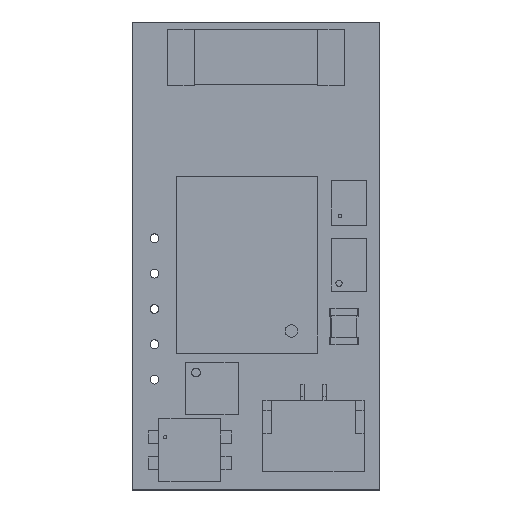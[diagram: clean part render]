
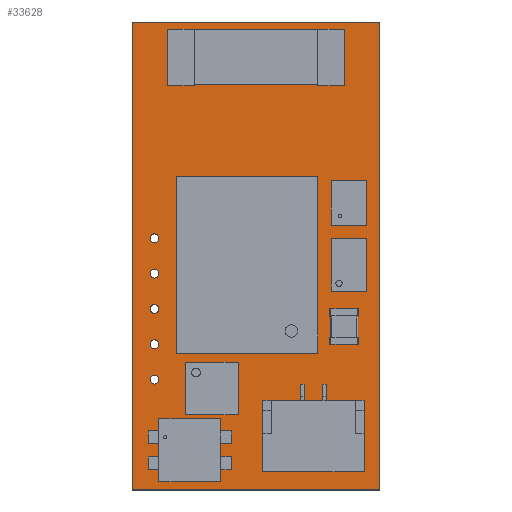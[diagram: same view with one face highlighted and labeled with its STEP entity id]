
A CAD part, top view. The second image highlights one B-rep face of the part: STEP entity #33628.
In plain terms, the highlighted planar face has unit normal (0, 0, 1).
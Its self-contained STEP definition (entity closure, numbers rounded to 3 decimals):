
#33439 = VERTEX_POINT('',#33440);
#33440 = CARTESIAN_POINT('',(82.5,-78.,0.901));
#33446 = EDGE_CURVE('',#33439,#33447,#33449,.T.);
#33447 = VERTEX_POINT('',#33448);
#33448 = CARTESIAN_POINT('',(68.5,-78.,0.901));
#33449 = LINE('',#33450,#33451);
#33450 = CARTESIAN_POINT('',(82.5,-78.,0.901));
#33451 = VECTOR('',#33452,1.);
#33452 = DIRECTION('',(-1.,0.,0.));
#33479 = VERTEX_POINT('',#33480);
#33480 = CARTESIAN_POINT('',(82.5,-51.5,0.901));
#33486 = EDGE_CURVE('',#33479,#33439,#33487,.T.);
#33487 = LINE('',#33488,#33489);
#33488 = CARTESIAN_POINT('',(82.5,-51.5,0.901));
#33489 = VECTOR('',#33490,1.);
#33490 = DIRECTION('',(0.,-1.,0.));
#33508 = EDGE_CURVE('',#33447,#33509,#33511,.T.);
#33509 = VERTEX_POINT('',#33510);
#33510 = CARTESIAN_POINT('',(68.5,-51.5,0.901));
#33511 = LINE('',#33512,#33513);
#33512 = CARTESIAN_POINT('',(68.5,-78.,0.901));
#33513 = VECTOR('',#33514,1.);
#33514 = DIRECTION('',(0.,1.,0.));
#33628 = ADVANCED_FACE('',(#33629,#33640,#33651,#33662,#33673,#33684,
    #33695,#33706),#33717,.T.);
#33629 = FACE_BOUND('',#33630,.T.);
#33630 = EDGE_LOOP('',(#33631,#33632,#33633,#33639));
#33631 = ORIENTED_EDGE('',*,*,#33446,.F.);
#33632 = ORIENTED_EDGE('',*,*,#33486,.F.);
#33633 = ORIENTED_EDGE('',*,*,#33634,.F.);
#33634 = EDGE_CURVE('',#33509,#33479,#33635,.T.);
#33635 = LINE('',#33636,#33637);
#33636 = CARTESIAN_POINT('',(68.5,-51.5,0.901));
#33637 = VECTOR('',#33638,1.);
#33638 = DIRECTION('',(1.,0.,0.));
#33639 = ORIENTED_EDGE('',*,*,#33508,.F.);
#33640 = FACE_BOUND('',#33641,.T.);
#33641 = EDGE_LOOP('',(#33642));
#33642 = ORIENTED_EDGE('',*,*,#33643,.T.);
#33643 = EDGE_CURVE('',#33644,#33644,#33646,.T.);
#33644 = VERTEX_POINT('',#33645);
#33645 = CARTESIAN_POINT('',(69.75,-72.,0.901));
#33646 = CIRCLE('',#33647,0.25);
#33647 = AXIS2_PLACEMENT_3D('',#33648,#33649,#33650);
#33648 = CARTESIAN_POINT('',(69.75,-71.75,0.901));
#33649 = DIRECTION('',(-0.,0.,-1.));
#33650 = DIRECTION('',(-0.,-1.,0.));
#33651 = FACE_BOUND('',#33652,.T.);
#33652 = EDGE_LOOP('',(#33653));
#33653 = ORIENTED_EDGE('',*,*,#33654,.T.);
#33654 = EDGE_CURVE('',#33655,#33655,#33657,.T.);
#33655 = VERTEX_POINT('',#33656);
#33656 = CARTESIAN_POINT('',(71.75,-77.,0.901));
#33657 = CIRCLE('',#33658,0.35);
#33658 = AXIS2_PLACEMENT_3D('',#33659,#33660,#33661);
#33659 = CARTESIAN_POINT('',(71.75,-76.65,0.901));
#33660 = DIRECTION('',(-0.,0.,-1.));
#33661 = DIRECTION('',(-0.,-1.,0.));
#33662 = FACE_BOUND('',#33663,.T.);
#33663 = EDGE_LOOP('',(#33664));
#33664 = ORIENTED_EDGE('',*,*,#33665,.T.);
#33665 = EDGE_CURVE('',#33666,#33666,#33668,.T.);
#33666 = VERTEX_POINT('',#33667);
#33667 = CARTESIAN_POINT('',(71.75,-75.2,0.901));
#33668 = CIRCLE('',#33669,0.35);
#33669 = AXIS2_PLACEMENT_3D('',#33670,#33671,#33672);
#33670 = CARTESIAN_POINT('',(71.75,-74.85,0.901));
#33671 = DIRECTION('',(-0.,0.,-1.));
#33672 = DIRECTION('',(-0.,-1.,0.));
#33673 = FACE_BOUND('',#33674,.T.);
#33674 = EDGE_LOOP('',(#33675));
#33675 = ORIENTED_EDGE('',*,*,#33676,.T.);
#33676 = EDGE_CURVE('',#33677,#33677,#33679,.T.);
#33677 = VERTEX_POINT('',#33678);
#33678 = CARTESIAN_POINT('',(69.75,-70.,0.901));
#33679 = CIRCLE('',#33680,0.25);
#33680 = AXIS2_PLACEMENT_3D('',#33681,#33682,#33683);
#33681 = CARTESIAN_POINT('',(69.75,-69.75,0.901));
#33682 = DIRECTION('',(-0.,0.,-1.));
#33683 = DIRECTION('',(-0.,-1.,0.));
#33684 = FACE_BOUND('',#33685,.T.);
#33685 = EDGE_LOOP('',(#33686));
#33686 = ORIENTED_EDGE('',*,*,#33687,.T.);
#33687 = EDGE_CURVE('',#33688,#33688,#33690,.T.);
#33688 = VERTEX_POINT('',#33689);
#33689 = CARTESIAN_POINT('',(69.75,-68.,0.901));
#33690 = CIRCLE('',#33691,0.25);
#33691 = AXIS2_PLACEMENT_3D('',#33692,#33693,#33694);
#33692 = CARTESIAN_POINT('',(69.75,-67.75,0.901));
#33693 = DIRECTION('',(-0.,0.,-1.));
#33694 = DIRECTION('',(-0.,-1.,0.));
#33695 = FACE_BOUND('',#33696,.T.);
#33696 = EDGE_LOOP('',(#33697));
#33697 = ORIENTED_EDGE('',*,*,#33698,.T.);
#33698 = EDGE_CURVE('',#33699,#33699,#33701,.T.);
#33699 = VERTEX_POINT('',#33700);
#33700 = CARTESIAN_POINT('',(69.75,-66.,0.901));
#33701 = CIRCLE('',#33702,0.25);
#33702 = AXIS2_PLACEMENT_3D('',#33703,#33704,#33705);
#33703 = CARTESIAN_POINT('',(69.75,-65.75,0.901));
#33704 = DIRECTION('',(-0.,0.,-1.));
#33705 = DIRECTION('',(-0.,-1.,0.));
#33706 = FACE_BOUND('',#33707,.T.);
#33707 = EDGE_LOOP('',(#33708));
#33708 = ORIENTED_EDGE('',*,*,#33709,.T.);
#33709 = EDGE_CURVE('',#33710,#33710,#33712,.T.);
#33710 = VERTEX_POINT('',#33711);
#33711 = CARTESIAN_POINT('',(69.75,-64.,0.901));
#33712 = CIRCLE('',#33713,0.25);
#33713 = AXIS2_PLACEMENT_3D('',#33714,#33715,#33716);
#33714 = CARTESIAN_POINT('',(69.75,-63.75,0.901));
#33715 = DIRECTION('',(-0.,0.,-1.));
#33716 = DIRECTION('',(-0.,-1.,0.));
#33717 = PLANE('',#33718);
#33718 = AXIS2_PLACEMENT_3D('',#33719,#33720,#33721);
#33719 = CARTESIAN_POINT('',(0.,0.,0.901));
#33720 = DIRECTION('',(0.,0.,1.));
#33721 = DIRECTION('',(1.,0.,-0.));
